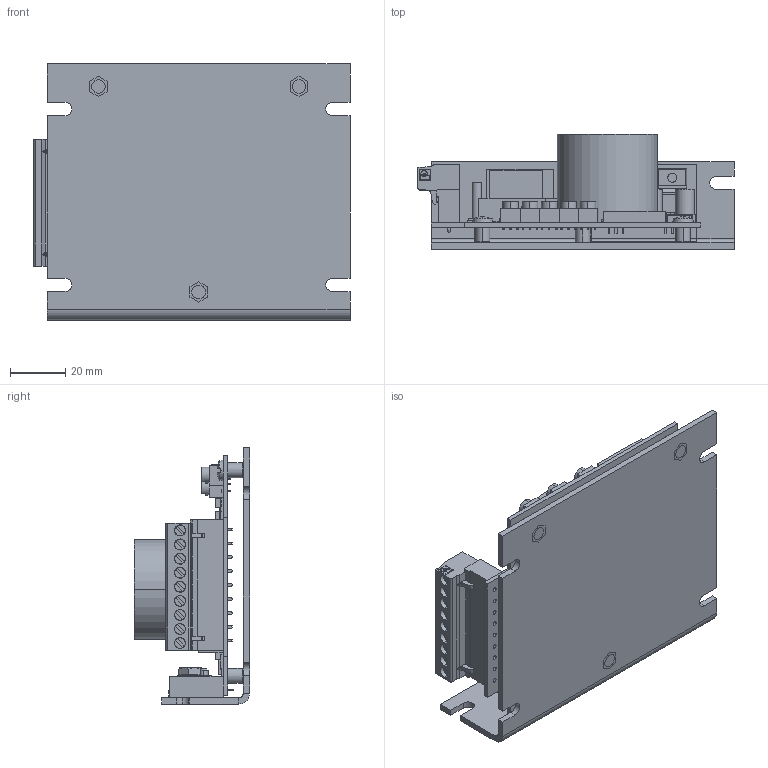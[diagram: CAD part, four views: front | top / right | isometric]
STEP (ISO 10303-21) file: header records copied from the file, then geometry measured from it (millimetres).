
FILE_DESCRIPTION (( 'STEP AP203' ), '1' );
FILE_NAME ('INFM0039.STEP', '2014-08-28T20:07:45', ( 'Sustem Administrator' ), ( 'Bodine Electric Company' ), 'SwSTEP 2.0', 'SolidWorks 2013', '' );
FILE_SCHEMA (( 'CONFIG_CONTROL_DESIGN' ));
Length unit declared in the file: inch
Products named in the file (9): 45200183_45200183; 434az002_434az002; INFM0039; 45601004_45601004; 431AZ005_431AZ005; 43401001_43401001; 54128616_54128616; 54100119_54100119; 54201010_54201010
Assembly tree (10 placements, depth 2):
  INFM0039
    434az002_434az002
    45601004_45601004
    431AZ005_431AZ005
    43401001_43401001
    54128616_54128616  x2
    54100119_54100119  x2
    54201010_54201010
    45200183_45200183
Bounding box: 114.06 x 41.55 x 92.46 mm (x, y, z)
Volume: 102789.6 mm3; surface area: 75423 mm2
Topology: 121 solids, 121 shells, 3122 faces, 7528 edges, 4763 vertices
Faces by surface type: plane 2209, cylinder 838, cone 52, bspline 15, sphere 8
Entity records: 92271 total; most frequent: CARTESIAN_POINT 17562, DIRECTION 15210, ORIENTED_EDGE 14892, EDGE_CURVE 7446, LINE 5400, VECTOR 5400, AXIS2_PLACEMENT_3D 4905, VERTEX_POINT 4721
